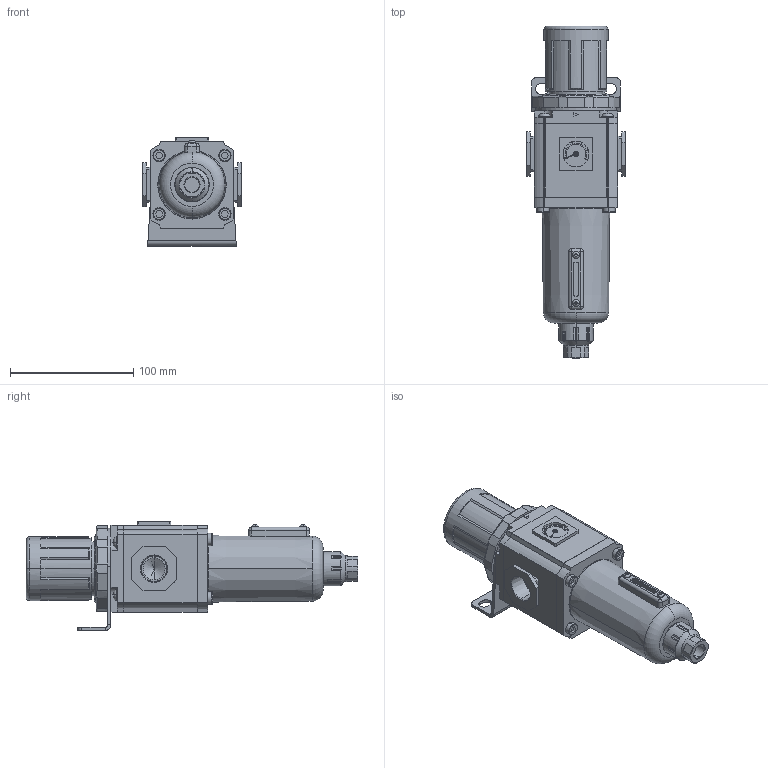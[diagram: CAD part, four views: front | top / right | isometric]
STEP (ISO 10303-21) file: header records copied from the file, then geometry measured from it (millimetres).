
FILE_DESCRIPTION (( 'STEP AP203' ), '1' );
FILE_NAME ('AFR-4433-AD.step', '2015-11-09T22:39:46', ( '' ), ( '' ), 'SwSTEP 2.0', 'SolidWorks 2015', '' );
FILE_SCHEMA (( 'CONFIG_CONTROL_DESIGN' ));
Length unit declared in the file: millimetre
Products named in the file (1): AFR-4433-AD
Bounding box: 80 x 269.6 x 88.2 mm (x, y, z)
Volume: 750992.3 mm3; surface area: 105334.5 mm2
Topology: 16 solids, 16 shells, 683 faces, 1696 edges, 1083 vertices
Faces by surface type: plane 417, cylinder 177, torus 42, cone 37, sphere 8, bspline 2
Entity records: 20790 total; most frequent: CARTESIAN_POINT 4533, ORIENTED_EDGE 3368, DIRECTION 3297, EDGE_CURVE 1684, AXIS2_PLACEMENT_3D 1117, VERTEX_POINT 1083, LINE 1063, VECTOR 1063
